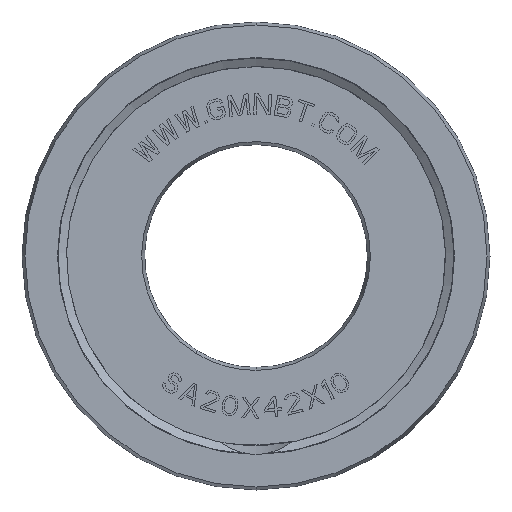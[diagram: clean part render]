
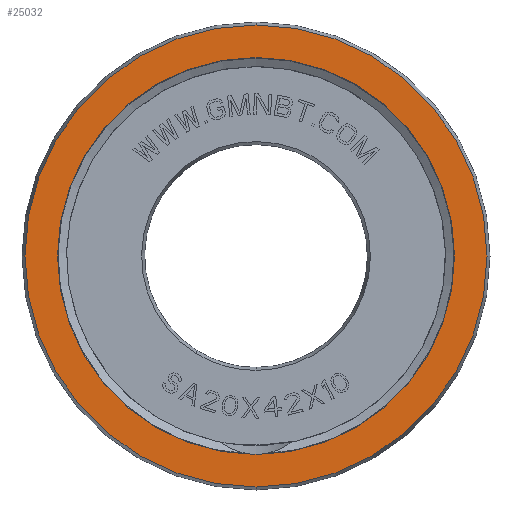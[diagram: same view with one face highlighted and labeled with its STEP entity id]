
A CAD part, front view. The second image highlights one B-rep face of the part: STEP entity #25032.
In plain terms, the highlighted planar face has unit normal (0, -1, 0).
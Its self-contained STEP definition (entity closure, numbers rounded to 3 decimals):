
#23980=CARTESIAN_POINT('',(0.,-5.,0.));
#23981=DIRECTION('',(0.,-1.,0.));
#23982=DIRECTION('',(0.,0.,-1.));
#23983=AXIS2_PLACEMENT_3D('',#23980,#23981,#23982);
#23995=CARTESIAN_POINT('',(0.,-5.,0.));
#23996=DIRECTION('',(0.,1.,0.));
#23997=DIRECTION('',(0.,0.,-1.));
#23998=AXIS2_PLACEMENT_3D('',#23995,#23996,#23997);
#24003=CARTESIAN_POINT('',(0.,-5.,0.));
#24004=DIRECTION('',(0.,1.,0.));
#24005=DIRECTION('',(0.,0.,-1.));
#24006=AXIS2_PLACEMENT_3D('',#24003,#24004,#24005);
#24011=CARTESIAN_POINT('',(0.,-5.,0.));
#24012=DIRECTION('',(0.,-1.,0.));
#24013=DIRECTION('',(0.,0.,-1.));
#24014=AXIS2_PLACEMENT_3D('',#24011,#24012,#24013);
#24869=CARTESIAN_POINT('',(0.,-5.,-17.816));
#24871=VERTEX_POINT('',#24869);
#24872=CARTESIAN_POINT('',(0.,-5.,-20.732));
#24874=VERTEX_POINT('',#24872);
#24900=CARTESIAN_POINT('',(0.,-5.,17.816));
#24901=VERTEX_POINT('',#24900);
#24902=CARTESIAN_POINT('',(0.,-5.,20.732));
#24904=VERTEX_POINT('',#24902);
#25017=CARTESIAN_POINT('',(0.,-5.,0.));
#25018=DIRECTION('',(0.,1.,0.));
#25019=DIRECTION('',(0.,0.,-1.));
#25020=AXIS2_PLACEMENT_3D('',#25017,#25018,#25019);
#25021=PLANE('',#25020);
#25022=ORIENTED_EDGE('',*,*,#24996,.F.);
#25023=ORIENTED_EDGE('',*,*,#25012,.T.);
#25024=EDGE_LOOP('',(#25022,#25023));
#25025=FACE_OUTER_BOUND('',#25024,.F.);
#25027=ORIENTED_EDGE('',*,*,#25026,.F.);
#25029=ORIENTED_EDGE('',*,*,#25028,.T.);
#25030=EDGE_LOOP('',(#25027,#25029));
#25031=FACE_BOUND('',#25030,.F.);
#23984=CIRCLE('',#23983,20.732);
#23999=CIRCLE('',#23998,20.732);
#24007=CIRCLE('',#24006,17.816);
#24015=CIRCLE('',#24014,17.816);
#24996=EDGE_CURVE('',#24874,#24904,#23984,.T.);
#25012=EDGE_CURVE('',#24874,#24904,#23999,.T.);
#25026=EDGE_CURVE('',#24871,#24901,#24007,.T.);
#25028=EDGE_CURVE('',#24871,#24901,#24015,.T.);
#25032=ADVANCED_FACE('',(#25025,#25031),#25021,.F.);
